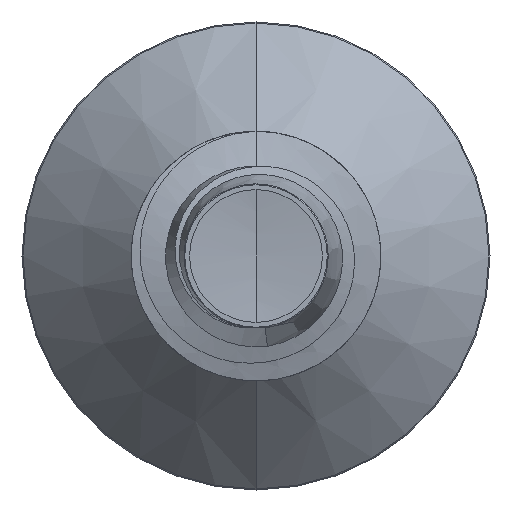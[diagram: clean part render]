
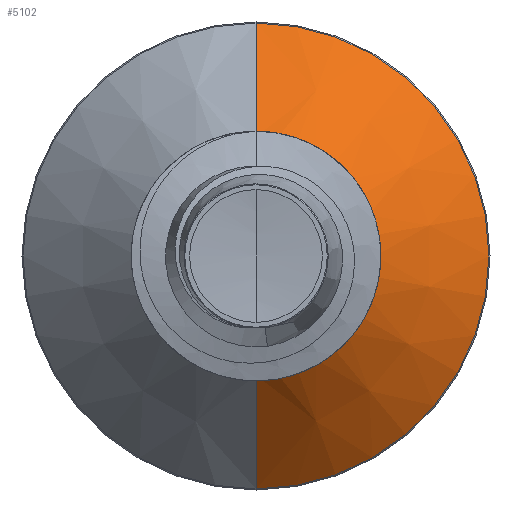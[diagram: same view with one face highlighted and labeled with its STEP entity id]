
A CAD part, front view. The second image highlights one B-rep face of the part: STEP entity #5102.
In plain terms, the highlighted conical face has half-angle 45 degrees and reference radius 0.764 mm.
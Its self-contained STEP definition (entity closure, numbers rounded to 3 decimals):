
#32 = CARTESIAN_POINT ( 'NONE',  ( 0., 3.065, -0.765 ) ) ;
#85 = EDGE_LOOP ( 'NONE', ( #957, #2800, #7252, #8061 ) ) ;
#123 = DIRECTION ( 'NONE',  ( 0., 0.707, -0.707 ) ) ;
#708 = AXIS2_PLACEMENT_3D ( 'NONE', #4607, #4581, #4688 ) ;
#957 = ORIENTED_EDGE ( 'NONE', *, *, #9202, .T. ) ;
#1487 = DIRECTION ( 'NONE',  ( 0., 0.707, 0.707 ) ) ;
#1522 = CARTESIAN_POINT ( 'NONE',  ( 0., 3.065, 0.765 ) ) ;
#1814 = VERTEX_POINT ( 'NONE', #3724 ) ;
#1838 = CIRCLE ( 'NONE', #3158, 0.765 ) ;
#2343 = CARTESIAN_POINT ( 'NONE',  ( 0., 3.793, 1.493 ) ) ;
#2451 = EDGE_CURVE ( 'NONE', #9362, #9087, #9873, .T. ) ;
#2549 = LINE ( 'NONE', #32, #7212 ) ;
#2800 = ORIENTED_EDGE ( 'NONE', *, *, #9010, .T. ) ;
#2976 = CARTESIAN_POINT ( 'NONE',  ( 0., 3.793, 0. ) ) ;
#3158 = AXIS2_PLACEMENT_3D ( 'NONE', #4948, #4939, #4927 ) ;
#3243 = CONICAL_SURFACE ( 'NONE', #708, 0.765, 0.785 ) ;
#3542 = FACE_OUTER_BOUND ( 'NONE', #85, .T. ) ;
#3724 = CARTESIAN_POINT ( 'NONE',  ( 0., 3.065, -0.765 ) ) ;
#4136 = VERTEX_POINT ( 'NONE', #7057 ) ;
#4581 = DIRECTION ( 'NONE',  ( 0., 1., 0. ) ) ;
#4607 = CARTESIAN_POINT ( 'NONE',  ( 0., 3.065, 0. ) ) ;
#4688 = DIRECTION ( 'NONE',  ( 0., 0., 1. ) ) ;
#4927 = DIRECTION ( 'NONE',  ( 0., 0., 1. ) ) ;
#4939 = DIRECTION ( 'NONE',  ( 0., 1., 0. ) ) ;
#4948 = CARTESIAN_POINT ( 'NONE',  ( 0., 3.065, 0. ) ) ;
#5102 = ADVANCED_FACE ( 'NONE', ( #3542 ), #3243, .T. ) ;
#5936 = DIRECTION ( 'NONE',  ( 0., 0., 1. ) ) ;
#5974 = DIRECTION ( 'NONE',  ( 0., 1., 0. ) ) ;
#6175 = VECTOR ( 'NONE', #1487, 1000. ) ;
#6915 = EDGE_CURVE ( 'NONE', #4136, #9362, #8098, .T. ) ;
#7057 = CARTESIAN_POINT ( 'NONE',  ( 0., 3.065, 0.765 ) ) ;
#7212 = VECTOR ( 'NONE', #123, 1000. ) ;
#7252 = ORIENTED_EDGE ( 'NONE', *, *, #2451, .F. ) ;
#7684 = CARTESIAN_POINT ( 'NONE',  ( 0., 3.793, -1.493 ) ) ;
#8061 = ORIENTED_EDGE ( 'NONE', *, *, #6915, .F. ) ;
#8098 = LINE ( 'NONE', #1522, #6175 ) ;
#9010 = EDGE_CURVE ( 'NONE', #1814, #9087, #2549, .T. ) ;
#9087 = VERTEX_POINT ( 'NONE', #7684 ) ;
#9202 = EDGE_CURVE ( 'NONE', #4136, #1814, #1838, .T. ) ;
#9362 = VERTEX_POINT ( 'NONE', #2343 ) ;
#9873 = CIRCLE ( 'NONE', #10429, 1.493 ) ;
#10429 = AXIS2_PLACEMENT_3D ( 'NONE', #2976, #5974, #5936 ) ;
